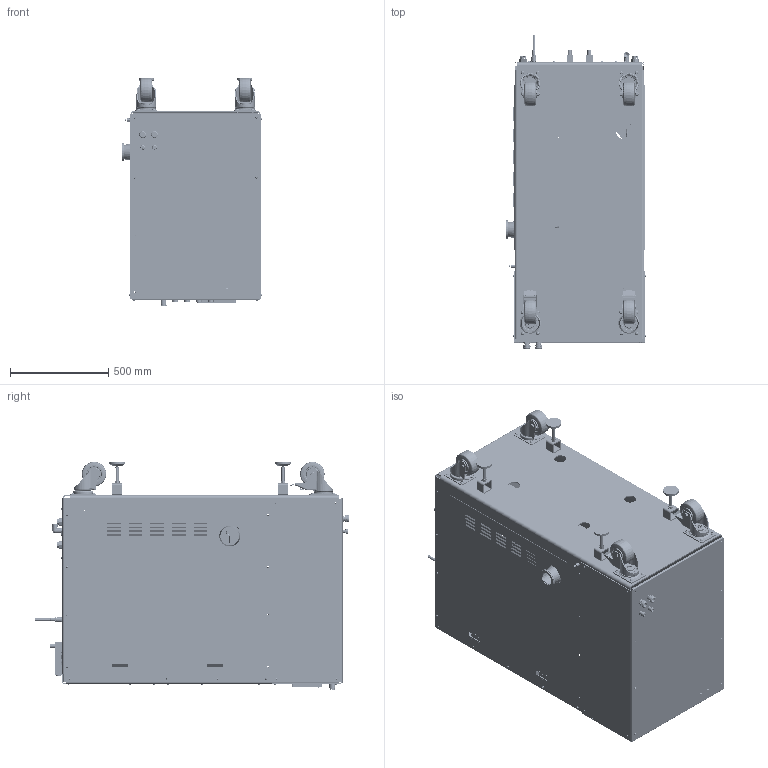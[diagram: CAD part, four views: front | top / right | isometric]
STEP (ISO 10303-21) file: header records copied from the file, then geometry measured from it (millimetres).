
FILE_DESCRIPTION(('STEP AP203'), '1');
FILE_NAME('櫻蠉錪', '2023-05-26T07:41:43', (''), ('Vacma'), 'C3D Converter', 'C3D Toolkit', '');
FILE_SCHEMA(('CONFIG_CONTROL_DESIGN'));
Length unit declared in the file: millimetre
Bounding box: 709.7 x 1595.65 x 1160 mm (x, y, z)
Surface area: 12554538.5 mm2 (no closed solid volume)
Topology: 0 solids, 527 shells, 1819 faces, 30583 edges, 28998 vertices
Faces by surface type: plane 857, cylinder 383, cone 211, bspline 171, sphere 111, torus 86
Full cylindrical faces by diameter (mm): 1.5 x3, 1.8 x3, 2.2 x4, 2.459 x1, 3.3 x3, 6 x8, 9.5 x1, 10 x3, 10.647 x7, 12 x7, 13 x2, 13.4 x2, 14 x1, 14.376 x1, 15 x1, 15.2 x1, 16 x7, 17 x2, 18 x1, 19 x3, 20 x1, 20.955 x2, 21.4 x2, 22 x2, 23.5 x4, 24.118 x3, 24.3 x1, 24.33 x2, 24.5 x2, 25 x9
Entity records: 367030 total; most frequent: CARTESIAN_POINT 164002, DIRECTION 41599, ORIENTED_EDGE 32340, EDGE_CURVE 30057, VERTEX_POINT 28971, LINE 14497, VECTOR 14497, AXIS2_PLACEMENT_3D 13551
